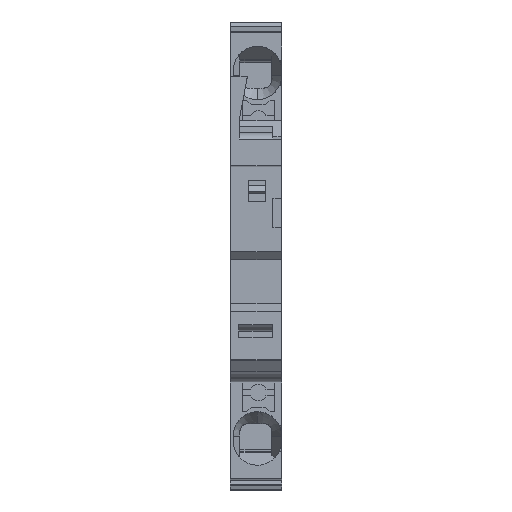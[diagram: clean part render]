
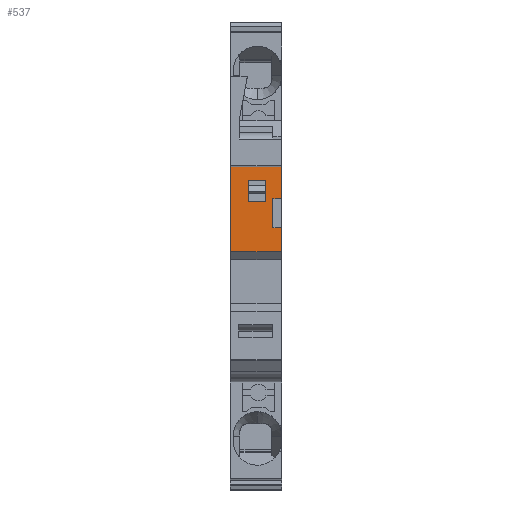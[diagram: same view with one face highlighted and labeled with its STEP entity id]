
A CAD part, top view. The second image highlights one B-rep face of the part: STEP entity #537.
In plain terms, the highlighted planar face has unit normal (0, 0, 1).
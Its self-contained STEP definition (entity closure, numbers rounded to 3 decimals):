
#537=ADVANCED_FACE('',(#1149,#1150),#1151,.F.);
#1149=FACE_OUTER_BOUND('',#1942,.T.);
#1150=FACE_BOUND('',#1943,.T.);
#1151=PLANE('',#1944);
#1942=EDGE_LOOP('',(#3488,#3489,#3490,#3491,#3492,#3493,#3494,#3495));
#1943=EDGE_LOOP('',(#3496,#3497,#3498,#3499));
#1944=AXIS2_PLACEMENT_3D('',#3500,#3501,#3502);
#3488=ORIENTED_EDGE('',*,*,#5021,.F.);
#3489=ORIENTED_EDGE('',*,*,#4961,.F.);
#3490=ORIENTED_EDGE('',*,*,#5022,.F.);
#3491=ORIENTED_EDGE('',*,*,#5023,.F.);
#3492=ORIENTED_EDGE('',*,*,#5024,.F.);
#3493=ORIENTED_EDGE('',*,*,#4958,.F.);
#3494=ORIENTED_EDGE('',*,*,#4567,.F.);
#3495=ORIENTED_EDGE('',*,*,#5025,.T.);
#3496=ORIENTED_EDGE('',*,*,#4623,.F.);
#3497=ORIENTED_EDGE('',*,*,#5026,.F.);
#3498=ORIENTED_EDGE('',*,*,#4931,.F.);
#3499=ORIENTED_EDGE('',*,*,#4889,.F.);
#3500=CARTESIAN_POINT('',(0.,37.95,60.7));
#3501=DIRECTION('',(0.,0.,-1.0));
#3502=DIRECTION('',(-1.0,0.,0.));
#4567=EDGE_CURVE('',#5573,#5574,#5575,.T.);
#4623=EDGE_CURVE('',#5664,#5665,#5666,.T.);
#4889=EDGE_CURVE('',#5665,#6056,#6057,.T.);
#4931=EDGE_CURVE('',#6056,#6121,#6122,.T.);
#4958=EDGE_CURVE('',#5574,#6163,#6164,.T.);
#4961=EDGE_CURVE('',#6166,#6168,#6169,.T.);
#5021=EDGE_CURVE('',#6168,#6248,#6249,.T.);
#5022=EDGE_CURVE('',#6250,#6166,#6251,.T.);
#5023=EDGE_CURVE('',#6252,#6250,#6253,.T.);
#5024=EDGE_CURVE('',#6163,#6252,#6254,.T.);
#5025=EDGE_CURVE('',#5573,#6248,#6255,.T.);
#5026=EDGE_CURVE('',#6121,#5664,#6256,.T.);
#5573=VERTEX_POINT('',#7829);
#5574=VERTEX_POINT('',#7830);
#5575=LINE('',#7831,#7832);
#5664=VERTEX_POINT('',#7959);
#5665=VERTEX_POINT('',#7960);
#5666=LINE('',#7961,#7962);
#6056=VERTEX_POINT('',#8704);
#6057=LINE('',#8705,#8706);
#6121=VERTEX_POINT('',#8969);
#6122=LINE('',#8970,#8971);
#6163=VERTEX_POINT('',#9030);
#6164=LINE('',#9031,#9032);
#6166=VERTEX_POINT('',#9035);
#6168=VERTEX_POINT('',#9038);
#6169=LINE('',#9039,#9040);
#6248=VERTEX_POINT('',#9300);
#6249=LINE('',#9301,#9302);
#6250=VERTEX_POINT('',#9303);
#6251=LINE('',#9304,#9305);
#6252=VERTEX_POINT('',#9306);
#6253=LINE('',#9307,#9308);
#6254=LINE('',#9309,#9310);
#6255=LINE('',#9311,#9312);
#6256=LINE('',#9313,#9314);
#7829=CARTESIAN_POINT('',(0.05,38.537,60.7));
#7830=CARTESIAN_POINT('',(6.1,38.537,60.7));
#7831=CARTESIAN_POINT('',(8.1,38.537,60.7));
#7832=VECTOR('',#9972,1.0);
#7959=CARTESIAN_POINT('',(4.225,34.35,60.7));
#7960=CARTESIAN_POINT('',(4.225,36.95,60.7));
#7961=CARTESIAN_POINT('',(4.225,43.706,60.7));
#7962=VECTOR('',#10023,1.0);
#8704=CARTESIAN_POINT('',(2.125,36.95,60.7));
#8705=CARTESIAN_POINT('',(0.,36.95,60.7));
#8706=VECTOR('',#10262,1.0);
#8969=CARTESIAN_POINT('',(2.125,34.35,60.7));
#8970=CARTESIAN_POINT('',(2.125,43.706,60.7));
#8971=VECTOR('',#10301,1.0);
#9030=CARTESIAN_POINT('',(6.1,34.725,60.7));
#9031=CARTESIAN_POINT('',(6.1,24.5,60.7));
#9032=VECTOR('',#10332,1.0);
#9035=CARTESIAN_POINT('',(6.1,31.225,60.7));
#9038=CARTESIAN_POINT('',(6.1,28.372,60.7));
#9039=CARTESIAN_POINT('',(6.1,24.5,60.7));
#9040=VECTOR('',#10335,1.0);
#9300=CARTESIAN_POINT('',(0.05,28.372,60.7));
#9301=CARTESIAN_POINT('',(8.1,28.372,60.7));
#9302=VECTOR('',#10382,1.0);
#9303=CARTESIAN_POINT('',(5.1,31.225,60.7));
#9304=CARTESIAN_POINT('',(8.1,31.225,60.7));
#9305=VECTOR('',#10383,1.0);
#9306=CARTESIAN_POINT('',(5.1,34.725,60.7));
#9307=CARTESIAN_POINT('',(5.1,24.5,60.7));
#9308=VECTOR('',#10384,1.0);
#9309=CARTESIAN_POINT('',(8.1,34.725,60.7));
#9310=VECTOR('',#10385,1.0);
#9311=CARTESIAN_POINT('',(0.05,24.5,60.7));
#9312=VECTOR('',#10386,1.0);
#9313=CARTESIAN_POINT('',(0.,34.35,60.7));
#9314=VECTOR('',#10387,1.0);
#9972=DIRECTION('',(1.0,0.,0.));
#10023=DIRECTION('',(0.,1.0,0.));
#10262=DIRECTION('',(-1.0,0.,0.));
#10301=DIRECTION('',(0.,-1.0,0.));
#10332=DIRECTION('',(0.,-1.0,0.));
#10335=DIRECTION('',(0.,-1.0,0.));
#10382=DIRECTION('',(-1.0,0.,0.));
#10383=DIRECTION('',(1.0,0.,0.));
#10384=DIRECTION('',(0.,-1.0,0.));
#10385=DIRECTION('',(-1.0,0.,0.));
#10386=DIRECTION('',(0.,-1.0,0.));
#10387=DIRECTION('',(1.0,0.,0.));
